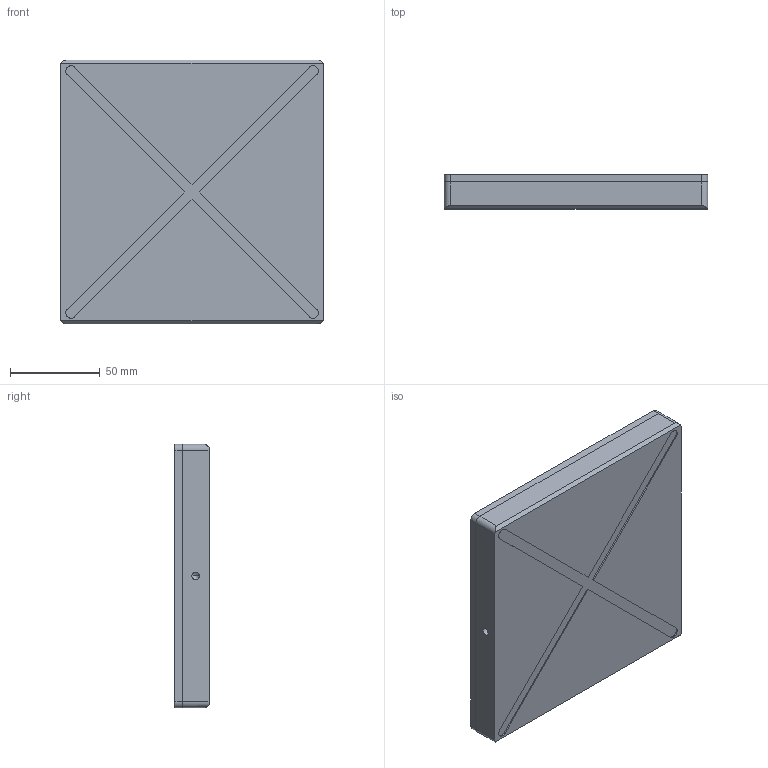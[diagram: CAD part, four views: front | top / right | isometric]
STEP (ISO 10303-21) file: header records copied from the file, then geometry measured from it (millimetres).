
FILE_DESCRIPTION (( 'STEP AP214' ), '1' );
FILE_NAME ('S17147119.STEP', '2024-01-25T17:25:48', ( '' ), ( '' ), 'SwSTEP 2.0', 'SolidWorks 2023', '' );
FILE_SCHEMA (( 'AUTOMOTIVE_DESIGN' ));
Length unit declared in the file: millimetre
Products named in the file (4): S17147119; 17S147119-TEMPLATE; S90A002; 62S147119-TEMPLATE
Assembly tree (2 placements, depth 2):
  S17147119
    17S147119-TEMPLATE
    62S147119-TEMPLATE
  S90A002
Bounding box: 146.9 x 19 x 146.9 mm (x, y, z)
Volume: 407235 mm3; surface area: 97998.6 mm2
Topology: 2 solids, 2 shells, 49 faces, 130 edges, 82 vertices
Faces by surface type: plane 23, cylinder 22, cone 4
Entity records: 1707 total; most frequent: CARTESIAN_POINT 390, DIRECTION 266, ORIENTED_EDGE 252, EDGE_CURVE 126, AXIS2_PLACEMENT_3D 94, VERTEX_POINT 82, LINE 78, VECTOR 78
